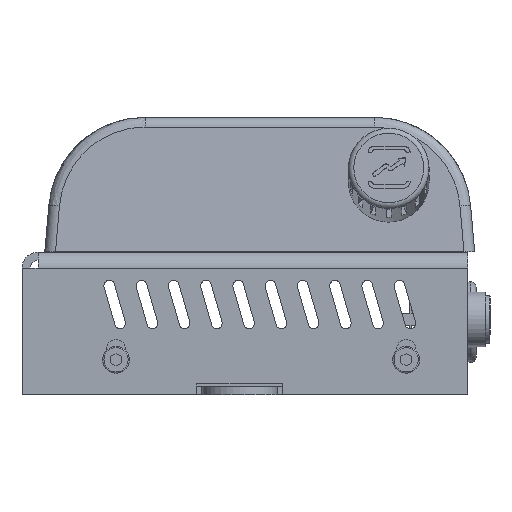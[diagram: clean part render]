
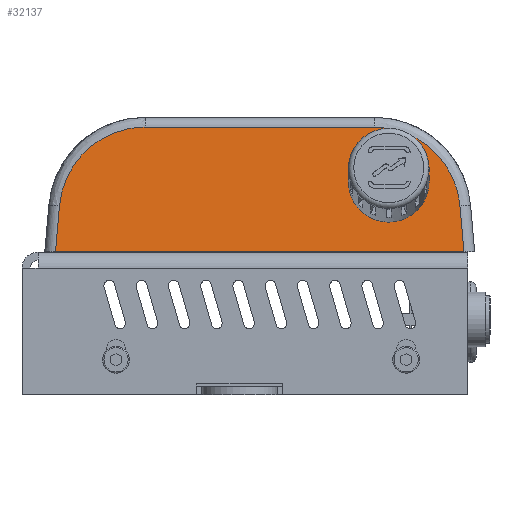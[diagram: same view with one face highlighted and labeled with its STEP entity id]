
A CAD part, left-side view. The second image highlights one B-rep face of the part: STEP entity #32137.
In plain terms, the highlighted face is planar.
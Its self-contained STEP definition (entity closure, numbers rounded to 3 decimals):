
#867=ELLIPSE('',#34728,16.061,16.);
#868=ELLIPSE('',#34732,16.061,16.);
#1440=FACE_BOUND('',#5031,.T.);
#1947=CIRCLE('',#34367,6.);
#3203=FACE_OUTER_BOUND('',#5030,.T.);
#5030=EDGE_LOOP('',(#22991,#22992,#22993,#22994,#22995,#22996));
#5031=EDGE_LOOP('',(#22997));
#7164=LINE('',#50106,#10349);
#7167=LINE('',#50151,#10352);
#7169=LINE('',#50194,#10354);
#7178=LINE('',#50297,#10363);
#10349=VECTOR('',#39236,10.);
#10352=VECTOR('',#39249,10.);
#10354=VECTOR('',#39257,10.);
#10363=VECTOR('',#39298,10.);
#13219=VERTEX_POINT('',#46998);
#13650=VERTEX_POINT('',#50103);
#13651=VERTEX_POINT('',#50105);
#13652=VERTEX_POINT('',#50144);
#13653=VERTEX_POINT('',#50148);
#13654=VERTEX_POINT('',#50187);
#13656=VERTEX_POINT('',#50193);
#16379=EDGE_CURVE('',#13219,#13219,#1947,.T.);
#17031=EDGE_CURVE('',#13650,#13651,#7164,.T.);
#17035=EDGE_CURVE('',#13651,#13652,#867,.T.);
#17038=EDGE_CURVE('',#13652,#13653,#7167,.T.);
#17040=EDGE_CURVE('',#13653,#13654,#868,.T.);
#17042=EDGE_CURVE('',#13654,#13656,#7169,.T.);
#17060=EDGE_CURVE('',#13656,#13650,#7178,.T.);
#22991=ORIENTED_EDGE('',*,*,#17031,.F.);
#22992=ORIENTED_EDGE('',*,*,#17060,.F.);
#22993=ORIENTED_EDGE('',*,*,#17042,.F.);
#22994=ORIENTED_EDGE('',*,*,#17040,.F.);
#22995=ORIENTED_EDGE('',*,*,#17038,.F.);
#22996=ORIENTED_EDGE('',*,*,#17035,.F.);
#22997=ORIENTED_EDGE('',*,*,#16379,.T.);
#29847=PLANE('',#34751);
#32137=ADVANCED_FACE('',(#3203,#1440),#29847,.T.);
#34367=AXIS2_PLACEMENT_3D('',#46999,#38149,#38150);
#34728=AXIS2_PLACEMENT_3D('',#50146,#39242,#39243);
#34732=AXIS2_PLACEMENT_3D('',#50189,#39252,#39253);
#34751=AXIS2_PLACEMENT_3D('',#50300,#39302,#39303);
#38149=DIRECTION('center_axis',(0.,-0.087,-0.996));
#38150=DIRECTION('ref_axis',(1.,0.,0.));
#39236=DIRECTION('',(0.087,0.992,-0.087));
#39242=DIRECTION('center_axis',(0.,-0.087,-0.996));
#39243=DIRECTION('ref_axis',(0.,0.996,-0.087));
#39249=DIRECTION('',(1.,0.,0.));
#39252=DIRECTION('center_axis',(0.,-0.087,-0.996));
#39253=DIRECTION('ref_axis',(0.,0.996,-0.087));
#39257=DIRECTION('',(0.087,-0.992,0.087));
#39298=DIRECTION('',(-1.,0.,0.));
#39302=DIRECTION('center_axis',(0.,0.087,0.996));
#39303=DIRECTION('ref_axis',(1.,0.,0.));
#46998=CARTESIAN_POINT('',(58.015,12.966,118.866));
#46999=CARTESIAN_POINT('Origin',(64.015,12.966,118.866));
#50103=CARTESIAN_POINT('',(1.992,0.,120.));
#50105=CARTESIAN_POINT('',(2.742,8.569,119.25));
#50106=CARTESIAN_POINT('',(3.121,12.901,118.871));
#50144=CARTESIAN_POINT('',(18.681,23.174,117.973));
#50146=CARTESIAN_POINT('Origin',(18.681,7.174,119.372));
#50148=CARTESIAN_POINT('',(61.319,23.174,117.973));
#50151=CARTESIAN_POINT('',(20.,23.174,117.973));
#50187=CARTESIAN_POINT('',(77.258,8.569,119.25));
#50189=CARTESIAN_POINT('Origin',(61.319,7.174,119.372));
#50193=CARTESIAN_POINT('',(78.008,0.,120.));
#50194=CARTESIAN_POINT('',(75.798,25.26,117.79));
#50297=CARTESIAN_POINT('',(0.,0.,120.));
#50300=CARTESIAN_POINT('Origin',(40.,12.452,118.911));
